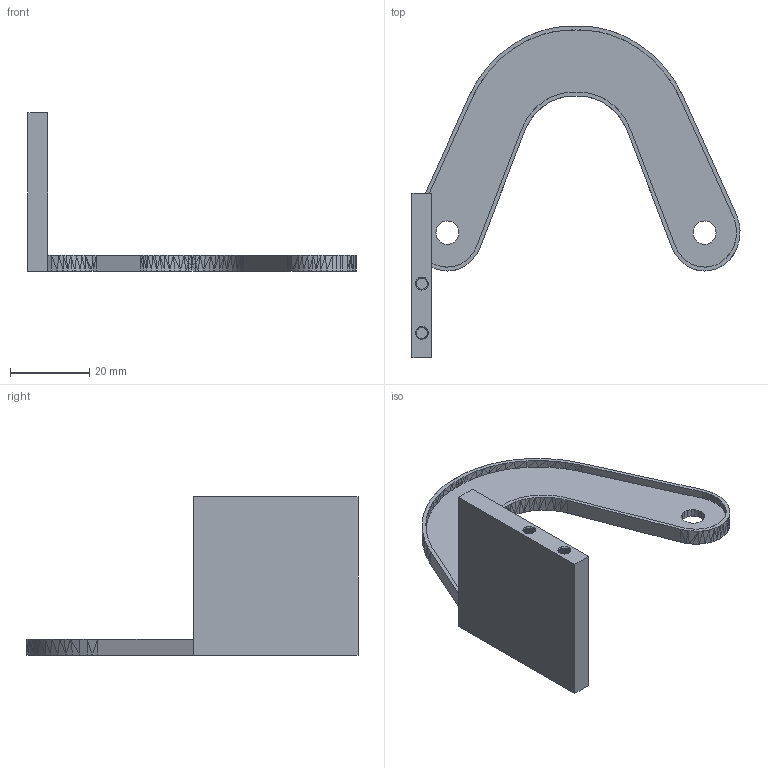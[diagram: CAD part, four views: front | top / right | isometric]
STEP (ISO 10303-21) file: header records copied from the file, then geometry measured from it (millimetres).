
FILE_DESCRIPTION(/* description */ (''),/* implementation_level */ '2;1');
FILE_NAME(/* name */ 'Retractable_Purge_Mechansim_mounting_bracket_for_the_Ender_3-GT-A10-type-frame.stp',/* time_stamp */ '2020-06-18T20:54:04-04:00',/* author */ ('Daddy_DSC'),/* organization */ (''),/* preprocessor_version */ 'ST-DEVELOPER v18',/* originating_system */ 'Autodesk Inventor 2020',/* authorisation */ '');
FILE_SCHEMA (('AUTOMOTIVE_DESIGN { 1 0 10303 214 3 1 1 }'));
Length unit declared in the file: millimetre
Products named in the file (1): Retractable_Purge_Mechansim_mounting_bracket_for_the_Ender_3-GT-A10-t
ype-frame
Bounding box: 83 x 83.99 x 40 mm (x, y, z)
Volume: 13029.3 mm3; surface area: 10245.7 mm2
Topology: 1 solids, 1 shells, 680 faces, 1402 edges, 726 vertices
Faces by surface type: plane 680
Entity records: 16776 total; most frequent: CARTESIAN_POINT 2809, ORIENTED_EDGE 2804, DIRECTION 2764, LINE 1402, VECTOR 1402, EDGE_CURVE 1402, VERTEX_POINT 726, EDGE_LOOP 686
